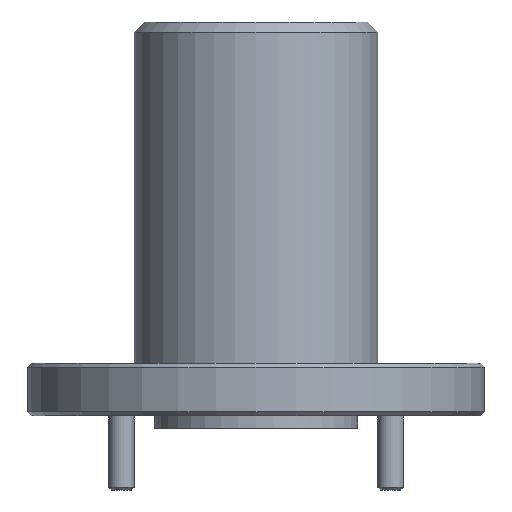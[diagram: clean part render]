
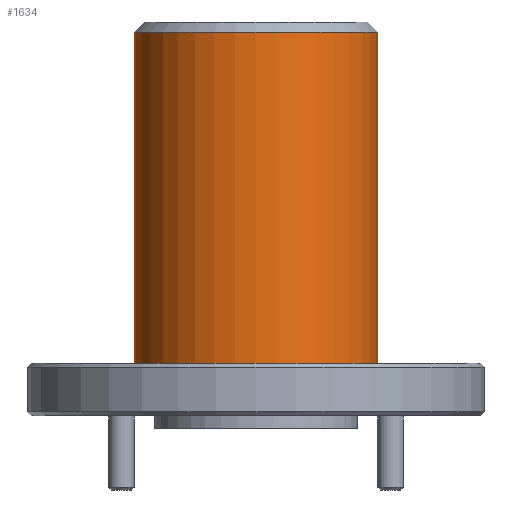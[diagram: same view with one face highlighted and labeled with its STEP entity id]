
A CAD part, front view. The second image highlights one B-rep face of the part: STEP entity #1634.
In plain terms, the highlighted cylindrical face has radius 7.62 mm (diameter 15.24 mm), a partial arc.
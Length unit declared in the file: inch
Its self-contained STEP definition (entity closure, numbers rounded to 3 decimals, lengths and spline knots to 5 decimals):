
#2 = DIRECTION ( 'NONE',  ( 0., 0., -1. ) ) ;
#172 = DIRECTION ( 'NONE',  ( 1., 0., 0. ) ) ;
#412 = CARTESIAN_POINT ( 'NONE',  ( 0.3, 0., 3.03455 ) ) ;
#421 = ORIENTED_EDGE ( 'NONE', *, *, #990, .T. ) ;
#423 = DIRECTION ( 'NONE',  ( 1., 0., 0. ) ) ;
#533 = ORIENTED_EDGE ( 'NONE', *, *, #1187, .F. ) ;
#584 = ORIENTED_EDGE ( 'NONE', *, *, #932, .T. ) ;
#636 = CARTESIAN_POINT ( 'NONE',  ( 0., 0., -0.025 ) ) ;
#665 = CARTESIAN_POINT ( 'NONE',  ( 0., 0., -0.84 ) ) ;
#722 = AXIS2_PLACEMENT_3D ( 'NONE', #1670, #1373, #423 ) ;
#773 = CIRCLE ( 'NONE', #1467, 0.3 ) ;
#823 = FACE_OUTER_BOUND ( 'NONE', #1289, .T. ) ;
#873 = CIRCLE ( 'NONE', #1523, 0.3 ) ;
#907 = VECTOR ( 'NONE', #1216, 39.37008 ) ;
#932 = EDGE_CURVE ( 'NONE', #1427, #1255, #773, .T. ) ;
#955 = CARTESIAN_POINT ( 'NONE',  ( 0.3, 0., -0.025 ) ) ;
#958 = ORIENTED_EDGE ( 'NONE', *, *, #1914, .T. ) ;
#990 = EDGE_CURVE ( 'NONE', #1255, #1259, #1965, .T. ) ;
#1018 = VERTEX_POINT ( 'NONE', #1948 ) ;
#1077 = CARTESIAN_POINT ( 'NONE',  ( -0.3, 0., 3.03455 ) ) ;
#1118 = DIRECTION ( 'NONE',  ( -1., 0., 0. ) ) ;
#1175 = LINE ( 'NONE', #1077, #1716 ) ;
#1187 = EDGE_CURVE ( 'NONE', #1427, #1018, #1175, .T. ) ;
#1216 = DIRECTION ( 'NONE',  ( 0., 0., 1. ) ) ;
#1241 = DIRECTION ( 'NONE',  ( 0., 0., 1. ) ) ;
#1255 = VERTEX_POINT ( 'NONE', #1906 ) ;
#1259 = VERTEX_POINT ( 'NONE', #955 ) ;
#1289 = EDGE_LOOP ( 'NONE', ( #533, #584, #421, #958 ) ) ;
#1341 = CARTESIAN_POINT ( 'NONE',  ( -0.3, 0., -0.84 ) ) ;
#1373 = DIRECTION ( 'NONE',  ( 0., 0., 1. ) ) ;
#1427 = VERTEX_POINT ( 'NONE', #1341 ) ;
#1467 = AXIS2_PLACEMENT_3D ( 'NONE', #665, #1769, #172 ) ;
#1523 = AXIS2_PLACEMENT_3D ( 'NONE', #636, #2, #1118 ) ;
#1634 = ADVANCED_FACE ( 'NONE', ( #823 ), #1713, .T. ) ;
#1670 = CARTESIAN_POINT ( 'NONE',  ( 0., 0., 3.03455 ) ) ;
#1713 = CYLINDRICAL_SURFACE ( 'NONE', #722, 0.3 ) ;
#1716 = VECTOR ( 'NONE', #1241, 39.37008 ) ;
#1769 = DIRECTION ( 'NONE',  ( 0., 0., 1. ) ) ;
#1906 = CARTESIAN_POINT ( 'NONE',  ( 0.3, 0., -0.84 ) ) ;
#1914 = EDGE_CURVE ( 'NONE', #1259, #1018, #873, .T. ) ;
#1948 = CARTESIAN_POINT ( 'NONE',  ( -0.3, 0., -0.025 ) ) ;
#1965 = LINE ( 'NONE', #412, #907 ) ;
